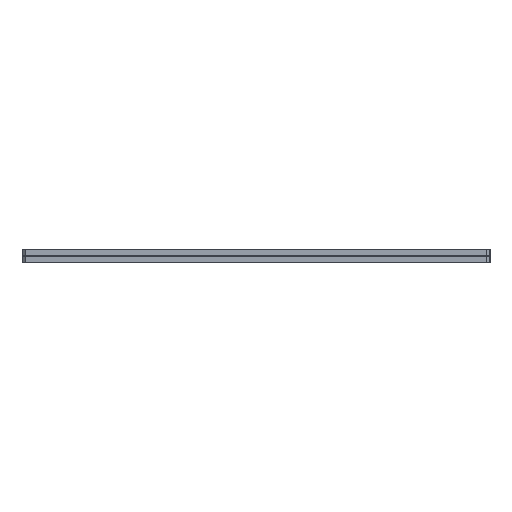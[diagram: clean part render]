
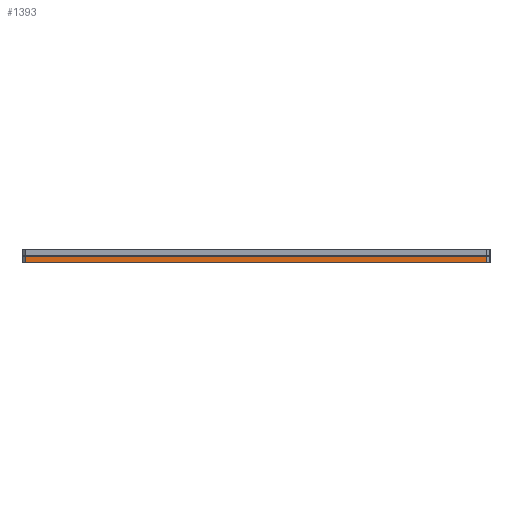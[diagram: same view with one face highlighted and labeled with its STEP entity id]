
A CAD part, left-side view. The second image highlights one B-rep face of the part: STEP entity #1393.
In plain terms, the highlighted planar face has unit normal (-1, 0, 0).
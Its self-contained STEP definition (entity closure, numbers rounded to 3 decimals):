
#279=FACE_OUTER_BOUND('',#368,.T.);
#368=EDGE_LOOP('',(#1046,#1047,#1048,#1049));
#498=LINE('',#2091,#592);
#504=LINE('',#2103,#598);
#516=LINE('',#2173,#610);
#517=LINE('',#2174,#611);
#592=VECTOR('',#1659,10.);
#598=VECTOR('',#1669,10.);
#610=VECTOR('',#1735,10.);
#611=VECTOR('',#1736,10.);
#686=VERTEX_POINT('',#2088);
#687=VERTEX_POINT('',#2090);
#691=VERTEX_POINT('',#2102);
#722=VERTEX_POINT('',#2172);
#810=EDGE_CURVE('',#686,#687,#498,.T.);
#816=EDGE_CURVE('',#687,#691,#504,.T.);
#851=EDGE_CURVE('',#686,#722,#516,.T.);
#852=EDGE_CURVE('',#722,#691,#517,.T.);
#1046=ORIENTED_EDGE('',*,*,#810,.F.);
#1047=ORIENTED_EDGE('',*,*,#851,.T.);
#1048=ORIENTED_EDGE('',*,*,#852,.T.);
#1049=ORIENTED_EDGE('',*,*,#816,.F.);
#1373=PLANE('',#1511);
#1393=ADVANCED_FACE('',(#279),#1373,.T.);
#1511=AXIS2_PLACEMENT_3D('',#2171,#1733,#1734);
#1659=DIRECTION('',(0.,0.,1.));
#1669=DIRECTION('',(0.,-1.,0.));
#1733=DIRECTION('center_axis',(-1.,0.,0.));
#1734=DIRECTION('ref_axis',(0.,-1.,0.));
#1735=DIRECTION('',(0.,-1.,0.));
#1736=DIRECTION('',(0.,0.,1.));
#2088=CARTESIAN_POINT('',(0.,149.,0.));
#2090=CARTESIAN_POINT('',(0.,149.,2.));
#2091=CARTESIAN_POINT('',(0.,149.,30.95));
#2102=CARTESIAN_POINT('',(0.,1.,2.));
#2103=CARTESIAN_POINT('',(0.,221.,2.));
#2171=CARTESIAN_POINT('Origin',(0.,221.,0.));
#2172=CARTESIAN_POINT('',(0.,1.,0.));
#2173=CARTESIAN_POINT('',(0.,221.,0.));
#2174=CARTESIAN_POINT('',(0.,1.,0.));
